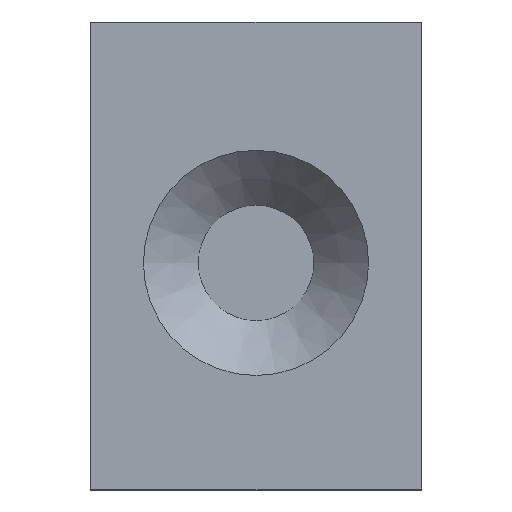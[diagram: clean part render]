
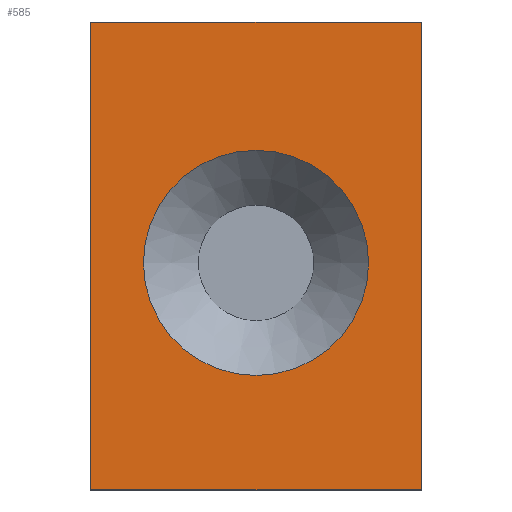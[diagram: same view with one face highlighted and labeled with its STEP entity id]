
A CAD part, top view. The second image highlights one B-rep face of the part: STEP entity #585.
In plain terms, the highlighted planar face has unit normal (0, 0, 1).
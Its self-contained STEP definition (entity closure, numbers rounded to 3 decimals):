
#193 = VERTEX_POINT('',#194);
#194 = CARTESIAN_POINT('',(0.,0.,2.5));
#200 = EDGE_CURVE('',#193,#201,#203,.T.);
#201 = VERTEX_POINT('',#202);
#202 = CARTESIAN_POINT('',(12.,0.,2.5));
#203 = LINE('',#204,#205);
#204 = CARTESIAN_POINT('',(0.,0.,2.5));
#205 = VECTOR('',#206,1.);
#206 = DIRECTION('',(1.,0.,0.));
#323 = VERTEX_POINT('',#324);
#324 = CARTESIAN_POINT('',(0.,17.,2.5));
#330 = EDGE_CURVE('',#323,#193,#331,.T.);
#331 = LINE('',#332,#333);
#332 = CARTESIAN_POINT('',(0.,17.,2.5));
#333 = VECTOR('',#334,1.);
#334 = DIRECTION('',(0.,-1.,0.));
#567 = EDGE_CURVE('',#201,#568,#570,.T.);
#568 = VERTEX_POINT('',#569);
#569 = CARTESIAN_POINT('',(12.,17.,2.5));
#570 = LINE('',#571,#572);
#571 = CARTESIAN_POINT('',(12.,0.,2.5));
#572 = VECTOR('',#573,1.);
#573 = DIRECTION('',(0.,1.,0.));
#585 = ADVANCED_FACE('',(#586,#597),#608,.T.);
#586 = FACE_BOUND('',#587,.T.);
#587 = EDGE_LOOP('',(#588));
#588 = ORIENTED_EDGE('',*,*,#589,.F.);
#589 = EDGE_CURVE('',#590,#590,#592,.T.);
#590 = VERTEX_POINT('',#591);
#591 = CARTESIAN_POINT('',(10.09,8.25,2.5));
#592 = CIRCLE('',#593,4.09);
#593 = AXIS2_PLACEMENT_3D('',#594,#595,#596);
#594 = CARTESIAN_POINT('',(6.,8.25,2.5));
#595 = DIRECTION('',(0.,0.,1.));
#596 = DIRECTION('',(1.,0.,0.));
#597 = FACE_BOUND('',#598,.T.);
#598 = EDGE_LOOP('',(#599,#600,#601,#607));
#599 = ORIENTED_EDGE('',*,*,#200,.T.);
#600 = ORIENTED_EDGE('',*,*,#567,.T.);
#601 = ORIENTED_EDGE('',*,*,#602,.T.);
#602 = EDGE_CURVE('',#568,#323,#603,.T.);
#603 = LINE('',#604,#605);
#604 = CARTESIAN_POINT('',(12.,17.,2.5));
#605 = VECTOR('',#606,1.);
#606 = DIRECTION('',(-1.,0.,0.));
#607 = ORIENTED_EDGE('',*,*,#330,.T.);
#608 = PLANE('',#609);
#609 = AXIS2_PLACEMENT_3D('',#610,#611,#612);
#610 = CARTESIAN_POINT('',(6.,8.5,2.5));
#611 = DIRECTION('',(0.,0.,1.));
#612 = DIRECTION('',(1.,0.,0.));
